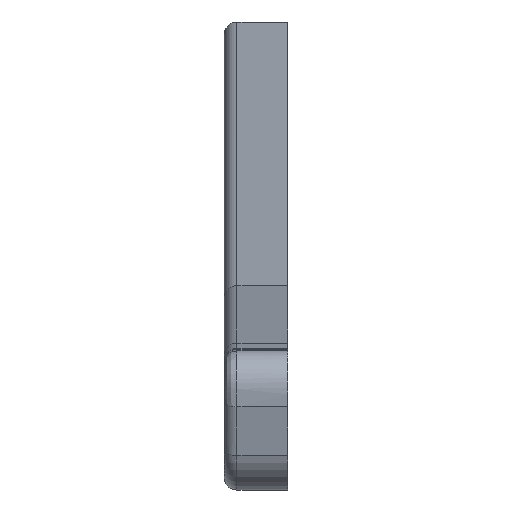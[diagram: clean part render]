
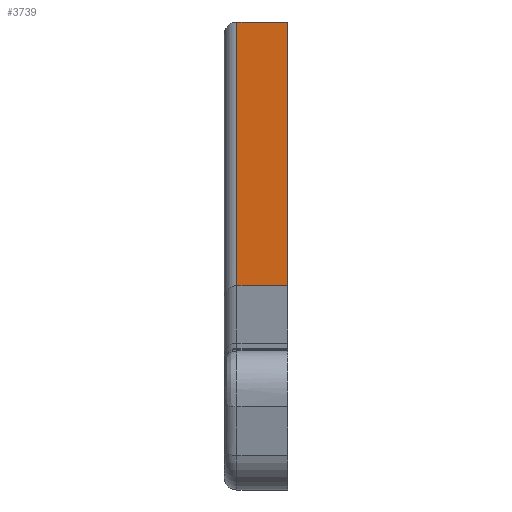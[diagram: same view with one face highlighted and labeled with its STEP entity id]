
A CAD part, front view. The second image highlights one B-rep face of the part: STEP entity #3739.
In plain terms, the highlighted planar face has unit normal (0, -0.259, 0.966).
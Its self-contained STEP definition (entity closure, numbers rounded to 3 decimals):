
#38=PLANE('',#4002);
#235=FACE_OUTER_BOUND('',#444,.T.);
#444=EDGE_LOOP('',(#2890,#2891,#2892,#2893));
#1045=LINE('',#10108,#1245);
#1056=LINE('',#10141,#1256);
#1058=LINE('',#10144,#1258);
#1059=LINE('',#10145,#1259);
#1245=VECTOR('',#4612,10.);
#1256=VECTOR('',#4643,10.);
#1258=VECTOR('',#4647,10.);
#1259=VECTOR('',#4648,10.);
#1626=VERTEX_POINT('',#10105);
#1627=VERTEX_POINT('',#10107);
#1638=VERTEX_POINT('',#10138);
#1639=VERTEX_POINT('',#10140);
#2142=EDGE_CURVE('',#1626,#1627,#1045,.T.);
#2158=EDGE_CURVE('',#1639,#1638,#1056,.T.);
#2160=EDGE_CURVE('',#1639,#1626,#1058,.T.);
#2161=EDGE_CURVE('',#1627,#1638,#1059,.T.);
#2890=ORIENTED_EDGE('',*,*,#2160,.F.);
#2891=ORIENTED_EDGE('',*,*,#2158,.T.);
#2892=ORIENTED_EDGE('',*,*,#2161,.F.);
#2893=ORIENTED_EDGE('',*,*,#2142,.F.);
#3739=ADVANCED_FACE('',(#235),#38,.T.);
#4002=AXIS2_PLACEMENT_3D('',#10143,#4645,#4646);
#4612=DIRECTION('',(1.,0.,0.));
#4643=DIRECTION('',(1.,0.,0.));
#4645=DIRECTION('center_axis',(0.,-0.259,0.966));
#4646=DIRECTION('ref_axis',(0.,-0.966,-0.259));
#4647=DIRECTION('',(0.,0.966,0.259));
#4648=DIRECTION('',(0.,-0.966,-0.259));
#10105=CARTESIAN_POINT('',(-620.,625.016,202.));
#10107=CARTESIAN_POINT('',(-600.,625.016,202.));
#10108=CARTESIAN_POINT('',(-625.,625.016,202.));
#10138=CARTESIAN_POINT('',(-600.,238.671,98.378));
#10140=CARTESIAN_POINT('',(-620.,238.671,98.378));
#10141=CARTESIAN_POINT('',(-625.,238.671,98.378));
#10143=CARTESIAN_POINT('Origin',(-625.,625.016,202.));
#10144=CARTESIAN_POINT('',(-620.,465.268,159.154));
#10145=CARTESIAN_POINT('',(-600.,238.671,98.378));
